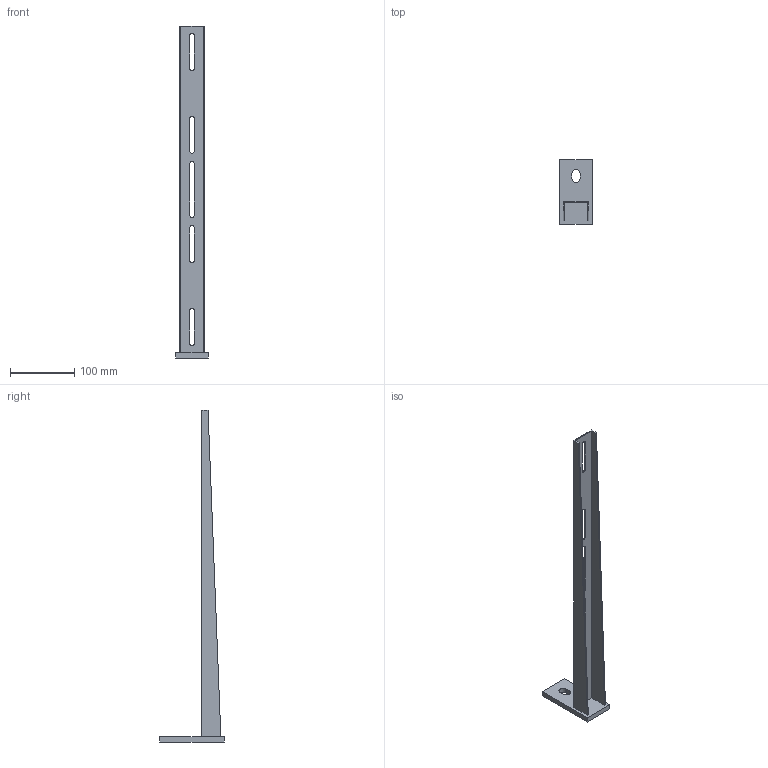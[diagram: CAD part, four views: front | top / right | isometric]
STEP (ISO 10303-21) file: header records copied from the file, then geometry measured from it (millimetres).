
FILE_DESCRIPTION (( 'STEP AP214' ), '1' );
FILE_NAME ('6437889.STEP', '2019-11-14T08:20:29', ( '' ), ( '' ), 'SwSTEP 2.0', 'SolidWorks 2018', '' );
FILE_SCHEMA (( 'AUTOMOTIVE_DESIGN' ));
Length unit declared in the file: millimetre
Products named in the file (3): 141974_500; 6437889; KTS 04.020-006_L=100, t=8, L.loch=13
Assembly tree (2 placements, depth 2):
  6437889
    KTS 04.020-006_L=100, t=8, L.loch=13
    141974_500
Bounding box: 50 x 100 x 518 mm (x, y, z)
Volume: 111369.3 mm3; surface area: 89251.9 mm2
Topology: 2 solids, 2 shells, 53 faces, 147 edges, 98 vertices
Faces by surface type: plane 36, cylinder 17
Entity records: 1829 total; most frequent: CARTESIAN_POINT 303, DIRECTION 297, ORIENTED_EDGE 294, EDGE_CURVE 147, LINE 113, VECTOR 113, VERTEX_POINT 98, AXIS2_PLACEMENT_3D 92
